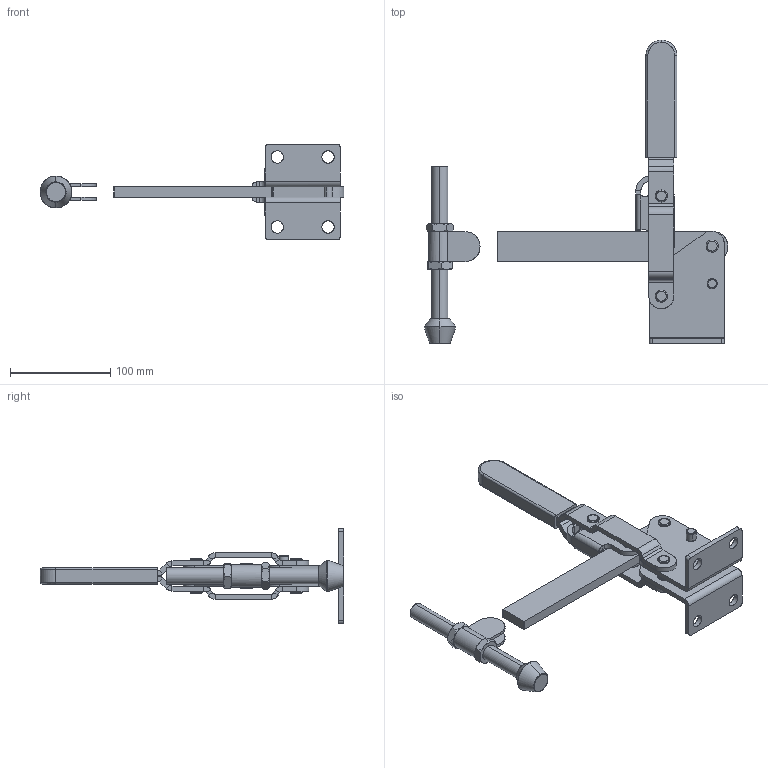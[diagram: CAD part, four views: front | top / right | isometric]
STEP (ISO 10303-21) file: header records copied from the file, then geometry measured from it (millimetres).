
FILE_DESCRIPTION(('CATIA V5 STEP Exchange'),'2;1');
FILE_NAME('TD2-67S.stp','2012-05-14T13:04:43+00:00',('none'),('none'),'CATIA Version 5 Release 19 SP 3 (IN-10)','CATIA V5 STEP AP203','none');
FILE_SCHEMA(('CONFIG_CONTROL_DESIGN'));
Products named in the file (1): 267-S
Bounding box: 303.59 x 303.11 x 95.25 mm (x, y, z)
Surface area: 124539.8 mm2 (no closed solid volume)
Topology: 0 solids, 413 shells, 417 faces, 4899 edges, 4895 vertices
Faces by surface type: plane 195, cylinder 145, bspline 50, revolution 27
Entity records: 44922 total; most frequent: CARTESIAN_POINT 21756, ORIENTED_EDGE 4903, EDGE_CURVE 4899, VERTEX_POINT 4895, B_SPLINE_CURVE_WITH_KNOTS 4707, DIRECTION 742, EDGE_LOOP 461, ADVANCED_FACE 417
